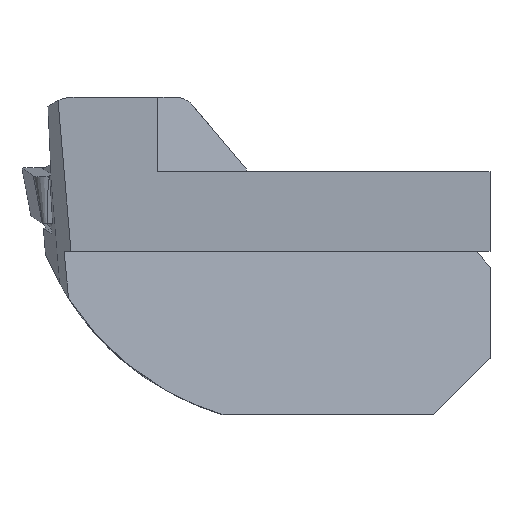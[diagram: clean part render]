
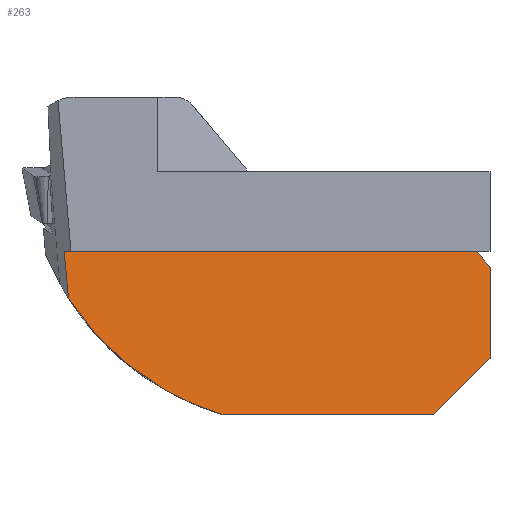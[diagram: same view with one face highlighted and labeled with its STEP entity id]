
A CAD part, top view. The second image highlights one B-rep face of the part: STEP entity #263.
In plain terms, the highlighted planar face has unit normal (0, 0.139, 0.99).
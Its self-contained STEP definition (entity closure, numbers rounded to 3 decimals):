
#263=ADVANCED_FACE('',(#436),#367,.T.);
#367=PLANE('',#2071);
#436=FACE_OUTER_BOUND('',#513,.T.);
#513=EDGE_LOOP('',(#751,#752,#753,#754,#755,#756,#757));
#650=B_SPLINE_CURVE_WITH_KNOTS('',3,(#2894,#2895,#2896,#2897),
 .UNSPECIFIED.,.F.,.F.,(4,4),(0.,1.),.UNSPECIFIED.);
#751=ORIENTED_EDGE('',*,*,#1465,.F.);
#752=ORIENTED_EDGE('',*,*,#1466,.T.);
#753=ORIENTED_EDGE('',*,*,#1449,.T.);
#754=ORIENTED_EDGE('',*,*,#1467,.F.);
#755=ORIENTED_EDGE('',*,*,#1468,.F.);
#756=ORIENTED_EDGE('',*,*,#1469,.T.);
#757=ORIENTED_EDGE('',*,*,#1470,.T.);
#1249=VERTEX_POINT('',#2833);
#1250=VERTEX_POINT('',#2835);
#1265=VERTEX_POINT('',#2892);
#1266=VERTEX_POINT('',#2893);
#1267=VERTEX_POINT('',#2899);
#1268=VERTEX_POINT('',#2901);
#1269=VERTEX_POINT('',#2903);
#1449=EDGE_CURVE('',#1250,#1249,#1704,.T.);
#1465=EDGE_CURVE('',#1265,#1266,#1712,.T.);
#1466=EDGE_CURVE('',#1265,#1250,#650,.T.);
#1467=EDGE_CURVE('',#1267,#1249,#1713,.T.);
#1468=EDGE_CURVE('',#1268,#1267,#1714,.T.);
#1469=EDGE_CURVE('',#1268,#1269,#1715,.T.);
#1470=EDGE_CURVE('',#1269,#1266,#1716,.T.);
#1704=LINE('',#2834,#1863);
#1712=LINE('',#2891,#1871);
#1713=LINE('',#2898,#1872);
#1714=LINE('',#2900,#1873);
#1715=LINE('',#2902,#1874);
#1716=LINE('',#2904,#1875);
#1863=VECTOR('',#2289,1.);
#1871=VECTOR('',#2301,1.);
#1872=VECTOR('',#2302,1.);
#1873=VECTOR('',#2303,1.);
#1874=VECTOR('',#2304,1.);
#1875=VECTOR('',#2305,1.);
#2071=AXIS2_PLACEMENT_3D('',#2905,#2306,#2307);
#2289=DIRECTION('',(1.,0.,0.));
#2301=DIRECTION('',(-0.094,0.986,-0.139));
#2302=DIRECTION('',(-0.704,-0.704,0.099));
#2303=DIRECTION('',(0.,-0.99,0.139));
#2304=DIRECTION('',(-0.639,0.762,-0.107));
#2305=DIRECTION('',(-1.,0.,0.));
#2306=DIRECTION('',(0.,0.139,0.99));
#2307=DIRECTION('',(0.,-0.99,0.139));
#2833=CARTESIAN_POINT('',(4.15,-10.7,1.012));
#2834=CARTESIAN_POINT('',(-14.85,-10.7,1.012));
#2835=CARTESIAN_POINT('',(-5.127,-10.7,1.012));
#2891=CARTESIAN_POINT('',(-12.161,-3.248,-0.035));
#2892=CARTESIAN_POINT('',(-11.94,-5.565,0.29));
#2893=CARTESIAN_POINT('',(-12.137,-3.5,0.));
#2894=CARTESIAN_POINT('',(-11.94,-5.565,0.29));
#2895=CARTESIAN_POINT('',(-10.372,-8.03,0.637));
#2896=CARTESIAN_POINT('',(-7.948,-9.866,0.895));
#2897=CARTESIAN_POINT('',(-5.127,-10.7,1.012));
#2898=CARTESIAN_POINT('',(-1.622,-16.472,1.823));
#2899=CARTESIAN_POINT('',(6.65,-8.2,0.661));
#2900=CARTESIAN_POINT('',(6.65,-3.5,0.));
#2901=CARTESIAN_POINT('',(6.65,-4.2,0.098));
#2902=CARTESIAN_POINT('',(-2.479,6.679,-1.431));
#2903=CARTESIAN_POINT('',(6.063,-3.5,0.));
#2904=CARTESIAN_POINT('',(-14.85,-3.5,0.));
#2905=CARTESIAN_POINT('',(-14.85,-3.5,0.));
